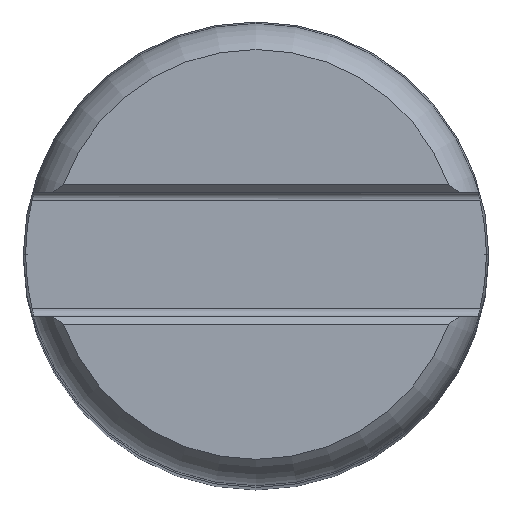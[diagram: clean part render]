
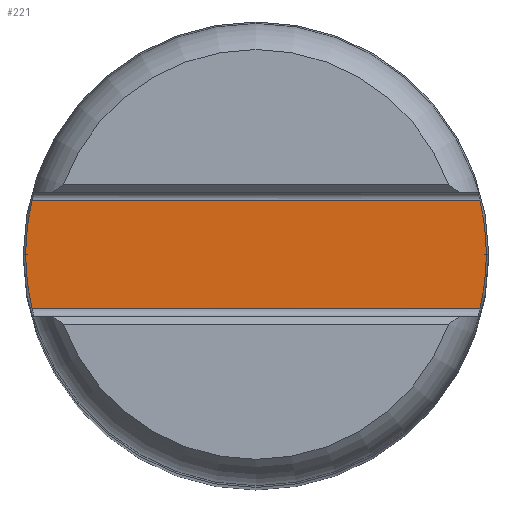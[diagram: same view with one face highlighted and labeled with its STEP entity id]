
A CAD part, top view. The second image highlights one B-rep face of the part: STEP entity #221.
In plain terms, the highlighted planar face has unit normal (0, 0, 1).
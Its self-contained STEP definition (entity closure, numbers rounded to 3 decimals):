
#4 = VERTEX_POINT ( 'NONE', #399 ) ;
#10 = CIRCLE ( 'NONE', #45, 2.969 ) ;
#45 = AXIS2_PLACEMENT_3D ( 'NONE', #590, #887, #1201 ) ;
#59 = CARTESIAN_POINT ( 'NONE',  ( 0., 0., 32.1 ) ) ;
#68 = DIRECTION ( 'NONE',  ( 1., 0., 0. ) ) ;
#72 = EDGE_CURVE ( 'NONE', #4, #874, #525, .T. ) ;
#148 = AXIS2_PLACEMENT_3D ( 'NONE', #801, #898, #179 ) ;
#166 = CIRCLE ( 'NONE', #361, 2.969 ) ;
#179 = DIRECTION ( 'NONE',  ( 1., 0., 0. ) ) ;
#221 = ADVANCED_FACE ( 'NONE', ( #1271 ), #747, .T. ) ;
#258 = CARTESIAN_POINT ( 'NONE',  ( -2.969, 0., 32.1 ) ) ;
#261 = DIRECTION ( 'NONE',  ( 0., 0., 1. ) ) ;
#273 = ORIENTED_EDGE ( 'NONE', *, *, #1224, .T. ) ;
#307 = VERTEX_POINT ( 'NONE', #720 ) ;
#324 = CIRCLE ( 'NONE', #148, 2.969 ) ;
#341 = EDGE_CURVE ( 'NONE', #654, #307, #880, .T. ) ;
#361 = AXIS2_PLACEMENT_3D ( 'NONE', #59, #261, #871 ) ;
#388 = ORIENTED_EDGE ( 'NONE', *, *, #1169, .T. ) ;
#399 = CARTESIAN_POINT ( 'NONE',  ( -2.885, -0.7, 32.1 ) ) ;
#426 = CARTESIAN_POINT ( 'NONE',  ( 2.885, -0.7, 32.1 ) ) ;
#431 = VECTOR ( 'NONE', #1114, 1000. ) ;
#451 = AXIS2_PLACEMENT_3D ( 'NONE', #548, #543, #851 ) ;
#470 = ORIENTED_EDGE ( 'NONE', *, *, #1152, .F. ) ;
#495 = ORIENTED_EDGE ( 'NONE', *, *, #1103, .T. ) ;
#525 = LINE ( 'NONE', #929, #431 ) ;
#543 = DIRECTION ( 'NONE',  ( 0., 0., 1. ) ) ;
#548 = CARTESIAN_POINT ( 'NONE',  ( -3., 0.7, 32.1 ) ) ;
#579 = VERTEX_POINT ( 'NONE', #698 ) ;
#590 = CARTESIAN_POINT ( 'NONE',  ( 0., 0., 32.1 ) ) ;
#654 = VERTEX_POINT ( 'NONE', #1037 ) ;
#698 = CARTESIAN_POINT ( 'NONE',  ( -2.885, 0.7, 32.1 ) ) ;
#720 = CARTESIAN_POINT ( 'NONE',  ( 2.885, 0.7, 32.1 ) ) ;
#747 = PLANE ( 'NONE',  #451 ) ;
#755 = ORIENTED_EDGE ( 'NONE', *, *, #341, .T. ) ;
#791 = VERTEX_POINT ( 'NONE', #258 ) ;
#794 = LINE ( 'NONE', #813, #1105 ) ;
#801 = CARTESIAN_POINT ( 'NONE',  ( 0., 0., 32.1 ) ) ;
#809 = ORIENTED_EDGE ( 'NONE', *, *, #72, .T. ) ;
#813 = CARTESIAN_POINT ( 'NONE',  ( -3., 0.7, 32.1 ) ) ;
#851 = DIRECTION ( 'NONE',  ( 1., 0., 0. ) ) ;
#871 = DIRECTION ( 'NONE',  ( 1., 0., 0. ) ) ;
#874 = VERTEX_POINT ( 'NONE', #426 ) ;
#880 = CIRCLE ( 'NONE', #1038, 2.969 ) ;
#887 = DIRECTION ( 'NONE',  ( 0., 0., 1. ) ) ;
#895 = EDGE_LOOP ( 'NONE', ( #273, #495, #809, #388, #755, #470 ) ) ;
#898 = DIRECTION ( 'NONE',  ( 0., 0., 1. ) ) ;
#929 = CARTESIAN_POINT ( 'NONE',  ( -3., -0.7, 32.1 ) ) ;
#1037 = CARTESIAN_POINT ( 'NONE',  ( 2.969, 0., 32.1 ) ) ;
#1038 = AXIS2_PLACEMENT_3D ( 'NONE', #1212, #1062, #68 ) ;
#1062 = DIRECTION ( 'NONE',  ( 0., 0., 1. ) ) ;
#1103 = EDGE_CURVE ( 'NONE', #791, #4, #166, .T. ) ;
#1105 = VECTOR ( 'NONE', #1192, 1000. ) ;
#1114 = DIRECTION ( 'NONE',  ( 1., 0., 0. ) ) ;
#1152 = EDGE_CURVE ( 'NONE', #579, #307, #794, .T. ) ;
#1169 = EDGE_CURVE ( 'NONE', #874, #654, #324, .T. ) ;
#1192 = DIRECTION ( 'NONE',  ( 1., 0., 0. ) ) ;
#1201 = DIRECTION ( 'NONE',  ( 1., 0., 0. ) ) ;
#1212 = CARTESIAN_POINT ( 'NONE',  ( 0., 0., 32.1 ) ) ;
#1224 = EDGE_CURVE ( 'NONE', #579, #791, #10, .T. ) ;
#1271 = FACE_OUTER_BOUND ( 'NONE', #895, .T. ) ;
